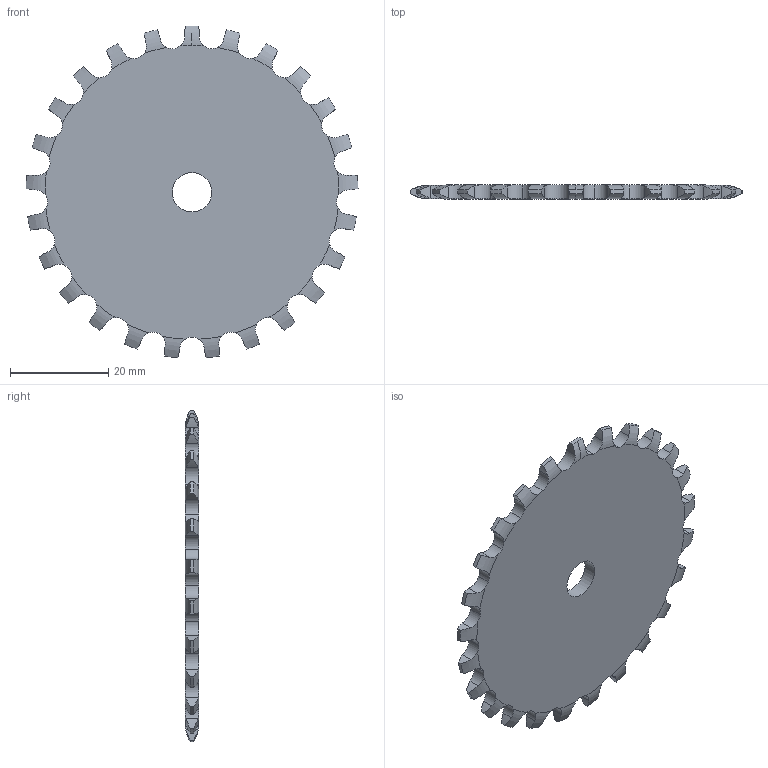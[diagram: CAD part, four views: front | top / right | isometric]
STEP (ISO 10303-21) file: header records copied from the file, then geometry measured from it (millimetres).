
FILE_DESCRIPTION(('FreeCAD Model'),'2;1');
FILE_NAME('Open CASCADE Shape Model','2022-01-16T09:25:22',('FreeCAD'),( 'FreeCAD'),'Open CASCADE STEP processor 7.4','FreeCAD','Unknown');
FILE_SCHEMA(('AUTOMOTIVE_DESIGN { 1 0 10303 214 1 1 1 1 }'));
Length unit declared in the file: millimetre
Products named in the file (1): Open CASCADE STEP translator 7.4 18
Bounding box: 67.48 x 2.8 x 67.38 mm (x, y, z)
Volume: 8333.3 mm3; surface area: 6900.4 mm2
Topology: 1 solids, 1 shells, 230 faces, 684 edges, 456 vertices
Faces by surface type: cylinder 126, plane 52, revolution 52
Full cylindrical faces by diameter (mm): 8 x1
Entity records: 23704 total; most frequent: CARTESIAN_POINT 11059, DIRECTION 2096, ORIENTED_EDGE 1368, PCURVE 1368, DEFINITIONAL_REPRESENTATION 1368, LINE 1090, VECTOR 1090, EDGE_CURVE 684
